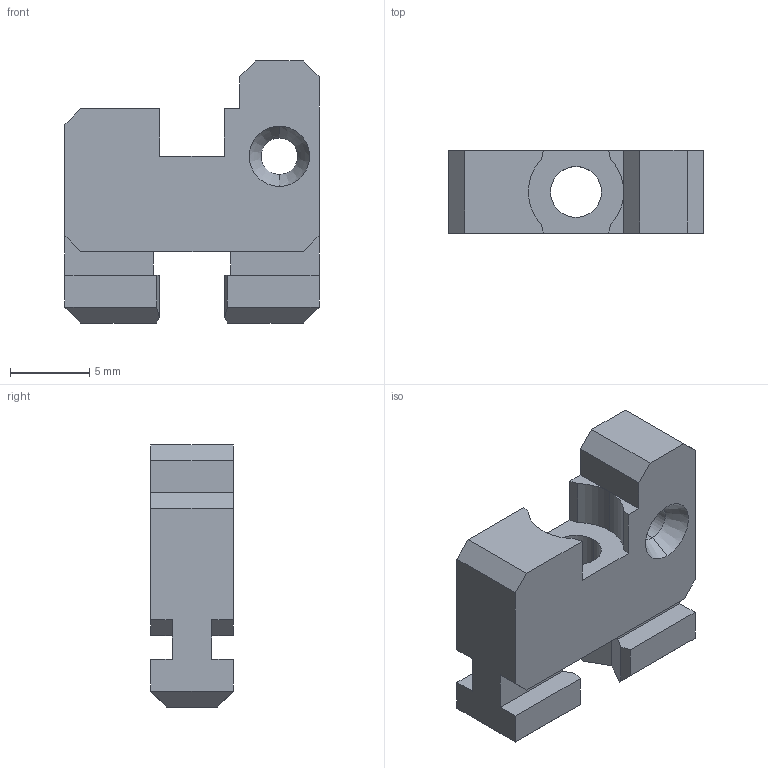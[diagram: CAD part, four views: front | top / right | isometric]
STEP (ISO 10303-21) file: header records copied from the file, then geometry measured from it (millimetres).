
FILE_DESCRIPTION (( 'STEP AP214' ), '1' );
FILE_NAME ('Hybrid_servo.STEP', '2014-07-25T16:47:10', ( 'Cesar' ), ( '' ), 'SwSTEP 2.0', 'SolidWorks 2013', '' );
FILE_SCHEMA (( 'AUTOMOTIVE_DESIGN' ));
Length unit declared in the file: millimetre
Products named in the file (1): Hybrid_servo
Bounding box: 16 x 5.2 x 16.5 mm (x, y, z)
Volume: 851.4 mm3; surface area: 896.8 mm2
Topology: 1 solids, 1 shells, 61 faces, 167 edges, 108 vertices
Faces by surface type: plane 50, cylinder 7, cone 4
Entity records: 1941 total; most frequent: CARTESIAN_POINT 337, ORIENTED_EDGE 334, DIRECTION 309, EDGE_CURVE 167, LINE 149, VECTOR 149, VERTEX_POINT 108, AXIS2_PLACEMENT_3D 80
